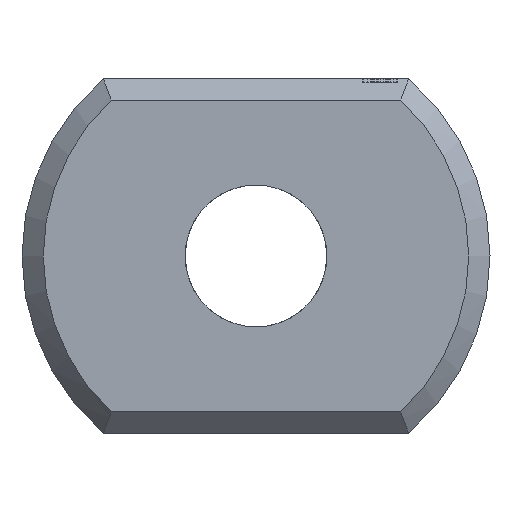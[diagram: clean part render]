
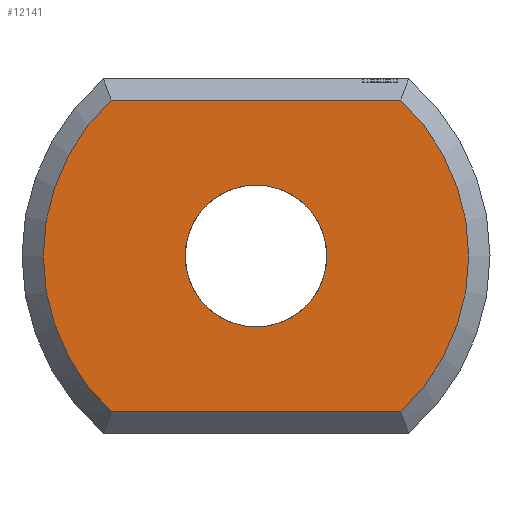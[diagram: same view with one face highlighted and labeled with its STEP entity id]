
A CAD part, left-side view. The second image highlights one B-rep face of the part: STEP entity #12141.
In plain terms, the highlighted planar face has unit normal (-1, 0, 0).
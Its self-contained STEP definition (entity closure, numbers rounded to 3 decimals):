
#298 = PLANE('',#299);
#299 = AXIS2_PLACEMENT_3D('',#300,#301,#302);
#300 = CARTESIAN_POINT('',(0.15,-2.154,-2.35));
#301 = DIRECTION('',(-0.707,0.,-0.707));
#302 = DIRECTION('',(0.,-1.,0.));
#725 = CONICAL_SURFACE('',#726,3.3,0.785);
#726 = AXIS2_PLACEMENT_3D('',#727,#728,#729);
#727 = CARTESIAN_POINT('',(0.3,0.,0.));
#728 = DIRECTION('',(1.,0.,0.));
#729 = DIRECTION('',(0.,0.653,-0.758));
#872 = CONICAL_SURFACE('',#873,3.3,0.785);
#873 = AXIS2_PLACEMENT_3D('',#874,#875,#876);
#874 = CARTESIAN_POINT('',(0.3,0.,0.));
#875 = DIRECTION('',(1.,0.,0.));
#876 = DIRECTION('',(0.,-0.653,0.758));
#909 = VERTEX_POINT('',#910);
#910 = CARTESIAN_POINT('',(0.,-2.04,-2.2));
#937 = VERTEX_POINT('',#938);
#938 = CARTESIAN_POINT('',(0.,2.04,-2.2));
#963 = EDGE_CURVE('',#909,#937,#964,.T.);
#964 = SURFACE_CURVE('',#965,(#969,#976),.PCURVE_S1.);
#965 = LINE('',#966,#967);
#966 = CARTESIAN_POINT('',(0.,-2.154,-2.2));
#967 = VECTOR('',#968,1.);
#968 = DIRECTION('',(0.,1.,0.));
#969 = PCURVE('',#298,#970);
#970 = DEFINITIONAL_REPRESENTATION('',(#971),#975);
#971 = LINE('',#972,#973);
#972 = CARTESIAN_POINT('',(0.,0.212));
#973 = VECTOR('',#974,1.);
#974 = DIRECTION('',(-1.,0.));
#975 = ( GEOMETRIC_REPRESENTATION_CONTEXT(2) 
PARAMETRIC_REPRESENTATION_CONTEXT() REPRESENTATION_CONTEXT('2D SPACE',''
  ) );
#976 = PCURVE('',#977,#982);
#977 = PLANE('',#978);
#978 = AXIS2_PLACEMENT_3D('',#979,#980,#981);
#979 = CARTESIAN_POINT('',(0.,0.,
    0.));
#980 = DIRECTION('',(1.,0.,0.));
#981 = DIRECTION('',(0.,0.,1.));
#982 = DEFINITIONAL_REPRESENTATION('',(#983),#987);
#983 = LINE('',#984,#985);
#984 = CARTESIAN_POINT('',(-2.2,2.154));
#985 = VECTOR('',#986,1.);
#986 = DIRECTION('',(0.,-1.));
#987 = ( GEOMETRIC_REPRESENTATION_CONTEXT(2) 
PARAMETRIC_REPRESENTATION_CONTEXT() REPRESENTATION_CONTEXT('2D SPACE',''
  ) );
#1763 = PLANE('',#1764);
#1764 = AXIS2_PLACEMENT_3D('',#1765,#1766,#1767);
#1765 = CARTESIAN_POINT('',(0.15,-2.154,2.35));
#1766 = DIRECTION('',(0.707,0.,-0.707
    ));
#1767 = DIRECTION('',(0.,-1.,0.));
#11928 = VERTEX_POINT('',#11929);
#11929 = CARTESIAN_POINT('',(0.,2.04,2.2));
#11954 = EDGE_CURVE('',#937,#11928,#11955,.T.);
#11955 = SURFACE_CURVE('',#11956,(#11961,#11968),.PCURVE_S1.);
#11956 = CIRCLE('',#11957,3.);
#11957 = AXIS2_PLACEMENT_3D('',#11958,#11959,#11960);
#11958 = CARTESIAN_POINT('',(0.,0.,
    0.));
#11959 = DIRECTION('',(1.,0.,0.));
#11960 = DIRECTION('',(0.,0.653,-0.758)
  );
#11961 = PCURVE('',#725,#11962);
#11962 = DEFINITIONAL_REPRESENTATION('',(#11963),#11967);
#11963 = LINE('',#11964,#11965);
#11964 = CARTESIAN_POINT('',(0.,-0.3));
#11965 = VECTOR('',#11966,1.);
#11966 = DIRECTION('',(1.,-0.));
#11967 = ( GEOMETRIC_REPRESENTATION_CONTEXT(2) 
PARAMETRIC_REPRESENTATION_CONTEXT() REPRESENTATION_CONTEXT('2D SPACE',''
  ) );
#11968 = PCURVE('',#977,#11969);
#11969 = DEFINITIONAL_REPRESENTATION('',(#11970),#11974);
#11970 = CIRCLE('',#11971,3.);
#11971 = AXIS2_PLACEMENT_2D('',#11972,#11973);
#11972 = CARTESIAN_POINT('',(0.,0.));
#11973 = DIRECTION('',(-0.758,-0.653));
#11974 = ( GEOMETRIC_REPRESENTATION_CONTEXT(2) 
PARAMETRIC_REPRESENTATION_CONTEXT() REPRESENTATION_CONTEXT('2D SPACE',''
  ) );
#12092 = VERTEX_POINT('',#12093);
#12093 = CARTESIAN_POINT('',(0.,-2.04,2.2));
#12120 = EDGE_CURVE('',#12092,#909,#12121,.T.);
#12121 = SURFACE_CURVE('',#12122,(#12127,#12134),.PCURVE_S1.);
#12122 = CIRCLE('',#12123,3.);
#12123 = AXIS2_PLACEMENT_3D('',#12124,#12125,#12126);
#12124 = CARTESIAN_POINT('',(0.,0.,
    0.));
#12125 = DIRECTION('',(1.,0.,0.));
#12126 = DIRECTION('',(0.,-0.653,0.758)
  );
#12127 = PCURVE('',#872,#12128);
#12128 = DEFINITIONAL_REPRESENTATION('',(#12129),#12133);
#12129 = LINE('',#12130,#12131);
#12130 = CARTESIAN_POINT('',(0.,-0.3));
#12131 = VECTOR('',#12132,1.);
#12132 = DIRECTION('',(1.,-0.));
#12133 = ( GEOMETRIC_REPRESENTATION_CONTEXT(2) 
PARAMETRIC_REPRESENTATION_CONTEXT() REPRESENTATION_CONTEXT('2D SPACE',''
  ) );
#12134 = PCURVE('',#977,#12135);
#12135 = DEFINITIONAL_REPRESENTATION('',(#12136),#12140);
#12136 = CIRCLE('',#12137,3.);
#12137 = AXIS2_PLACEMENT_2D('',#12138,#12139);
#12138 = CARTESIAN_POINT('',(0.,0.));
#12139 = DIRECTION('',(0.758,0.653));
#12140 = ( GEOMETRIC_REPRESENTATION_CONTEXT(2) 
PARAMETRIC_REPRESENTATION_CONTEXT() REPRESENTATION_CONTEXT('2D SPACE',''
  ) );
#12141 = ADVANCED_FACE('',(#12142,#12168),#977,.F.);
#12142 = FACE_BOUND('',#12143,.F.);
#12143 = EDGE_LOOP('',(#12144,#12145,#12166,#12167));
#12144 = ORIENTED_EDGE('',*,*,#11954,.T.);
#12145 = ORIENTED_EDGE('',*,*,#12146,.F.);
#12146 = EDGE_CURVE('',#12092,#11928,#12147,.T.);
#12147 = SURFACE_CURVE('',#12148,(#12152,#12159),.PCURVE_S1.);
#12148 = LINE('',#12149,#12150);
#12149 = CARTESIAN_POINT('',(0.,-2.154,2.2));
#12150 = VECTOR('',#12151,1.);
#12151 = DIRECTION('',(0.,1.,0.));
#12152 = PCURVE('',#977,#12153);
#12153 = DEFINITIONAL_REPRESENTATION('',(#12154),#12158);
#12154 = LINE('',#12155,#12156);
#12155 = CARTESIAN_POINT('',(2.2,2.154));
#12156 = VECTOR('',#12157,1.);
#12157 = DIRECTION('',(0.,-1.));
#12158 = ( GEOMETRIC_REPRESENTATION_CONTEXT(2) 
PARAMETRIC_REPRESENTATION_CONTEXT() REPRESENTATION_CONTEXT('2D SPACE',''
  ) );
#12159 = PCURVE('',#1763,#12160);
#12160 = DEFINITIONAL_REPRESENTATION('',(#12161),#12165);
#12161 = LINE('',#12162,#12163);
#12162 = CARTESIAN_POINT('',(0.,0.212));
#12163 = VECTOR('',#12164,1.);
#12164 = DIRECTION('',(-1.,0.));
#12165 = ( GEOMETRIC_REPRESENTATION_CONTEXT(2) 
PARAMETRIC_REPRESENTATION_CONTEXT() REPRESENTATION_CONTEXT('2D SPACE',''
  ) );
#12166 = ORIENTED_EDGE('',*,*,#12120,.T.);
#12167 = ORIENTED_EDGE('',*,*,#963,.T.);
#12168 = FACE_BOUND('',#12169,.T.);
#12169 = EDGE_LOOP('',(#12170));
#12170 = ORIENTED_EDGE('',*,*,#12171,.T.);
#12171 = EDGE_CURVE('',#12172,#12172,#12174,.T.);
#12172 = VERTEX_POINT('',#12173);
#12173 = CARTESIAN_POINT('',(0.,1.,0.));
#12174 = SURFACE_CURVE('',#12175,(#12180,#12187),.PCURVE_S1.);
#12175 = CIRCLE('',#12176,1.);
#12176 = AXIS2_PLACEMENT_3D('',#12177,#12178,#12179);
#12177 = CARTESIAN_POINT('',(0.,0.,0.));
#12178 = DIRECTION('',(1.,0.,0.));
#12179 = DIRECTION('',(0.,1.,0.));
#12180 = PCURVE('',#977,#12181);
#12181 = DEFINITIONAL_REPRESENTATION('',(#12182),#12186);
#12182 = CIRCLE('',#12183,1.);
#12183 = AXIS2_PLACEMENT_2D('',#12184,#12185);
#12184 = CARTESIAN_POINT('',(0.,0.));
#12185 = DIRECTION('',(0.,-1.));
#12186 = ( GEOMETRIC_REPRESENTATION_CONTEXT(2) 
PARAMETRIC_REPRESENTATION_CONTEXT() REPRESENTATION_CONTEXT('2D SPACE',''
  ) );
#12187 = PCURVE('',#12188,#12193);
#12188 = CYLINDRICAL_SURFACE('',#12189,1.);
#12189 = AXIS2_PLACEMENT_3D('',#12190,#12191,#12192);
#12190 = CARTESIAN_POINT('',(0.,0.,0.));
#12191 = DIRECTION('',(-1.,0.,0.));
#12192 = DIRECTION('',(0.,1.,0.));
#12193 = DEFINITIONAL_REPRESENTATION('',(#12194),#12198);
#12194 = LINE('',#12195,#12196);
#12195 = CARTESIAN_POINT('',(-0.,0.));
#12196 = VECTOR('',#12197,1.);
#12197 = DIRECTION('',(-1.,0.));
#12198 = ( GEOMETRIC_REPRESENTATION_CONTEXT(2) 
PARAMETRIC_REPRESENTATION_CONTEXT() REPRESENTATION_CONTEXT('2D SPACE',''
  ) );
